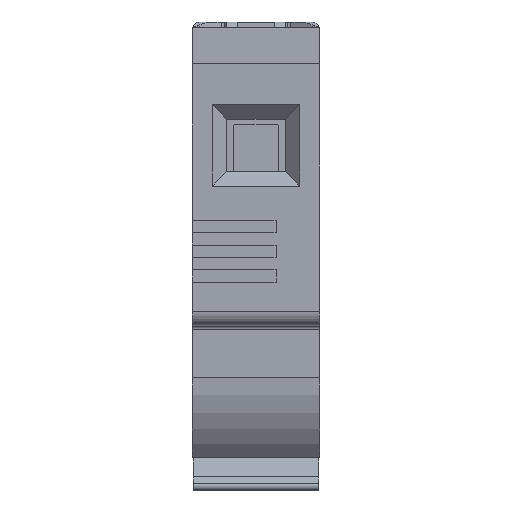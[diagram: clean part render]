
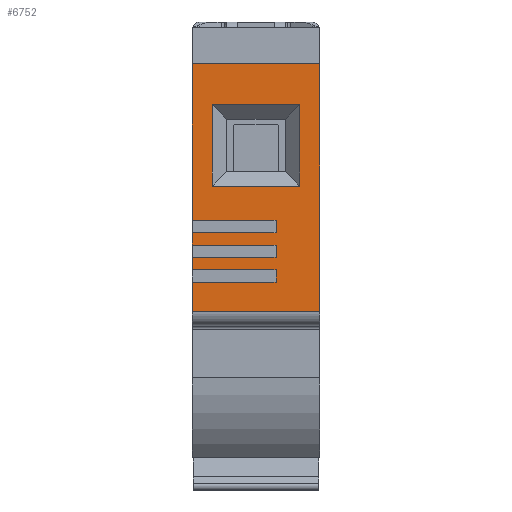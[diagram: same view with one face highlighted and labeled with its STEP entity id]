
A CAD part, top view. The second image highlights one B-rep face of the part: STEP entity #6752.
In plain terms, the highlighted planar face has unit normal (0, 0, 1).
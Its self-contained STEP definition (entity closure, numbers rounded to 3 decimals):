
#113=DIRECTION('',(0.,-1.,0.));
#114=VECTOR('',#113,21.5);
#115=CARTESIAN_POINT('',(-17.5,-1.,22.8));
#116=LINE('',#115,#114);
#129=DIRECTION('',(0.,-1.,0.));
#130=VECTOR('',#129,1.7);
#131=CARTESIAN_POINT('',(-17.5,-24.2,22.8));
#132=LINE('',#131,#130);
#145=DIRECTION('',(0.,-1.,0.));
#146=VECTOR('',#145,1.7);
#147=CARTESIAN_POINT('',(-17.5,-27.6,22.8));
#148=LINE('',#147,#146);
#161=DIRECTION('',(0.,-1.,0.));
#162=VECTOR('',#161,4.);
#163=CARTESIAN_POINT('',(-17.5,-31.,22.8));
#164=LINE('',#163,#162);
#669=DIRECTION('',(0.,-1.,0.));
#670=VECTOR('',#669,34.);
#671=CARTESIAN_POINT('',(0.,-1.,22.8));
#672=LINE('',#671,#670);
#780=DIRECTION('',(-1.,0.,0.));
#781=VECTOR('',#780,17.5);
#782=CARTESIAN_POINT('',(0.,-35.,22.8));
#783=LINE('',#782,#781);
#789=DIRECTION('',(0.,1.,0.));
#790=VECTOR('',#789,1.7);
#791=CARTESIAN_POINT('',(-6.,-24.2,22.8));
#792=LINE('',#791,#790);
#793=DIRECTION('',(1.,0.,0.));
#794=VECTOR('',#793,11.5);
#795=CARTESIAN_POINT('',(-17.5,-22.5,22.8));
#796=LINE('',#795,#794);
#797=DIRECTION('',(1.,0.,0.));
#798=VECTOR('',#797,17.5);
#799=CARTESIAN_POINT('',(-17.5,-1.,22.8));
#800=LINE('',#799,#798);
#801=DIRECTION('',(1.,0.,0.));
#802=VECTOR('',#801,11.5);
#803=CARTESIAN_POINT('',(-17.5,-31.,22.8));
#804=LINE('',#803,#802);
#805=DIRECTION('',(0.,1.,0.));
#806=VECTOR('',#805,1.7);
#807=CARTESIAN_POINT('',(-6.,-31.,22.8));
#808=LINE('',#807,#806);
#809=DIRECTION('',(1.,0.,0.));
#810=VECTOR('',#809,11.5);
#811=CARTESIAN_POINT('',(-17.5,-29.3,22.8));
#812=LINE('',#811,#810);
#813=DIRECTION('',(1.,0.,0.));
#814=VECTOR('',#813,11.5);
#815=CARTESIAN_POINT('',(-17.5,-27.6,22.8));
#816=LINE('',#815,#814);
#817=DIRECTION('',(0.,1.,0.));
#818=VECTOR('',#817,1.7);
#819=CARTESIAN_POINT('',(-6.,-27.6,22.8));
#820=LINE('',#819,#818);
#821=DIRECTION('',(1.,0.,0.));
#822=VECTOR('',#821,11.5);
#823=CARTESIAN_POINT('',(-17.5,-25.9,22.8));
#824=LINE('',#823,#822);
#825=DIRECTION('',(1.,0.,0.));
#826=VECTOR('',#825,11.5);
#827=CARTESIAN_POINT('',(-17.5,-24.2,22.8));
#828=LINE('',#827,#826);
#829=DIRECTION('',(0.,-1.,0.));
#830=VECTOR('',#829,11.2);
#831=CARTESIAN_POINT('',(-2.75,-6.6,22.8));
#832=LINE('',#831,#830);
#833=DIRECTION('',(0.,1.,0.));
#834=VECTOR('',#833,11.2);
#835=CARTESIAN_POINT('',(-14.75,-17.8,22.8));
#836=LINE('',#835,#834);
#3861=DIRECTION('',(-1.,0.,0.));
#3862=VECTOR('',#3861,12.);
#3863=CARTESIAN_POINT('',(-2.75,-17.8,22.8));
#3864=LINE('',#3863,#3862);
#3897=DIRECTION('',(1.,0.,0.));
#3898=VECTOR('',#3897,12.);
#3899=CARTESIAN_POINT('',(-14.75,-6.6,22.8));
#3900=LINE('',#3899,#3898);
#4917=CARTESIAN_POINT('',(-17.5,-1.,22.8));
#4918=VERTEX_POINT('',#4917);
#4929=CARTESIAN_POINT('',(0.,-1.,22.8));
#4930=VERTEX_POINT('',#4929);
#4935=CARTESIAN_POINT('',(-17.5,-35.,22.8));
#4936=VERTEX_POINT('',#4935);
#4937=CARTESIAN_POINT('',(0.,-35.,22.8));
#4938=VERTEX_POINT('',#4937);
#4987=CARTESIAN_POINT('',(-17.5,-29.3,22.8));
#4989=VERTEX_POINT('',#4987);
#4993=CARTESIAN_POINT('',(-17.5,-31.,22.8));
#4994=VERTEX_POINT('',#4993);
#4995=CARTESIAN_POINT('',(-17.5,-25.9,22.8));
#4997=VERTEX_POINT('',#4995);
#5001=CARTESIAN_POINT('',(-17.5,-27.6,22.8));
#5002=VERTEX_POINT('',#5001);
#5003=CARTESIAN_POINT('',(-17.5,-22.5,22.8));
#5005=VERTEX_POINT('',#5003);
#5009=CARTESIAN_POINT('',(-17.5,-24.2,22.8));
#5010=VERTEX_POINT('',#5009);
#5035=CARTESIAN_POINT('',(-6.,-24.2,22.8));
#5036=CARTESIAN_POINT('',(-6.,-22.5,22.8));
#5037=VERTEX_POINT('',#5035);
#5038=VERTEX_POINT('',#5036);
#5039=CARTESIAN_POINT('',(-6.,-27.6,22.8));
#5040=CARTESIAN_POINT('',(-6.,-25.9,22.8));
#5041=VERTEX_POINT('',#5039);
#5042=VERTEX_POINT('',#5040);
#5043=CARTESIAN_POINT('',(-6.,-31.,22.8));
#5044=CARTESIAN_POINT('',(-6.,-29.3,22.8));
#5045=VERTEX_POINT('',#5043);
#5046=VERTEX_POINT('',#5044);
#5087=CARTESIAN_POINT('',(-2.75,-6.6,22.8));
#5088=CARTESIAN_POINT('',(-2.75,-17.8,22.8));
#5089=VERTEX_POINT('',#5087);
#5090=VERTEX_POINT('',#5088);
#5095=CARTESIAN_POINT('',(-14.75,-17.8,22.8));
#5096=CARTESIAN_POINT('',(-14.75,-6.6,22.8));
#5097=VERTEX_POINT('',#5095);
#5098=VERTEX_POINT('',#5096);
#6709=CARTESIAN_POINT('',(-17.5,-1.,22.8));
#6710=DIRECTION('',(0.,0.,1.));
#6711=DIRECTION('',(0.,-1.,0.));
#6712=AXIS2_PLACEMENT_3D('',#6709,#6710,#6711);
#6713=PLANE('',#6712);
#6715=ORIENTED_EDGE('',*,*,#6714,.T.);
#6717=ORIENTED_EDGE('',*,*,#6716,.F.);
#6718=ORIENTED_EDGE('',*,*,#6031,.F.);
#6720=ORIENTED_EDGE('',*,*,#6719,.T.);
#6721=ORIENTED_EDGE('',*,*,#6588,.T.);
#6722=ORIENTED_EDGE('',*,*,#6703,.T.);
#6723=ORIENTED_EDGE('',*,*,#6055,.F.);
#6725=ORIENTED_EDGE('',*,*,#6724,.T.);
#6727=ORIENTED_EDGE('',*,*,#6726,.T.);
#6729=ORIENTED_EDGE('',*,*,#6728,.F.);
#6730=ORIENTED_EDGE('',*,*,#6047,.F.);
#6732=ORIENTED_EDGE('',*,*,#6731,.T.);
#6734=ORIENTED_EDGE('',*,*,#6733,.T.);
#6736=ORIENTED_EDGE('',*,*,#6735,.F.);
#6737=ORIENTED_EDGE('',*,*,#6039,.F.);
#6739=ORIENTED_EDGE('',*,*,#6738,.T.);
#6740=EDGE_LOOP('',(#6715,#6717,#6718,#6720,#6721,#6722,#6723,#6725,#6727,#6729,
#6730,#6732,#6734,#6736,#6737,#6739));
#6741=FACE_OUTER_BOUND('',#6740,.F.);
#6743=ORIENTED_EDGE('',*,*,#6742,.F.);
#6745=ORIENTED_EDGE('',*,*,#6744,.F.);
#6747=ORIENTED_EDGE('',*,*,#6746,.F.);
#6749=ORIENTED_EDGE('',*,*,#6748,.F.);
#6750=EDGE_LOOP('',(#6743,#6745,#6747,#6749));
#6751=FACE_BOUND('',#6750,.F.);
#6752=ADVANCED_FACE('',(#6741,#6751),#6713,.T.);
#6031=EDGE_CURVE('',#4918,#5005,#116,.T.);
#6039=EDGE_CURVE('',#5010,#4997,#132,.T.);
#6047=EDGE_CURVE('',#5002,#4989,#148,.T.);
#6055=EDGE_CURVE('',#4994,#4936,#164,.T.);
#6588=EDGE_CURVE('',#4930,#4938,#672,.T.);
#6703=EDGE_CURVE('',#4938,#4936,#783,.T.);
#6714=EDGE_CURVE('',#5037,#5038,#792,.T.);
#6716=EDGE_CURVE('',#5005,#5038,#796,.T.);
#6719=EDGE_CURVE('',#4918,#4930,#800,.T.);
#6724=EDGE_CURVE('',#4994,#5045,#804,.T.);
#6726=EDGE_CURVE('',#5045,#5046,#808,.T.);
#6728=EDGE_CURVE('',#4989,#5046,#812,.T.);
#6731=EDGE_CURVE('',#5002,#5041,#816,.T.);
#6733=EDGE_CURVE('',#5041,#5042,#820,.T.);
#6735=EDGE_CURVE('',#4997,#5042,#824,.T.);
#6738=EDGE_CURVE('',#5010,#5037,#828,.T.);
#6742=EDGE_CURVE('',#5089,#5090,#832,.T.);
#6744=EDGE_CURVE('',#5098,#5089,#3900,.T.);
#6746=EDGE_CURVE('',#5097,#5098,#836,.T.);
#6748=EDGE_CURVE('',#5090,#5097,#3864,.T.);
